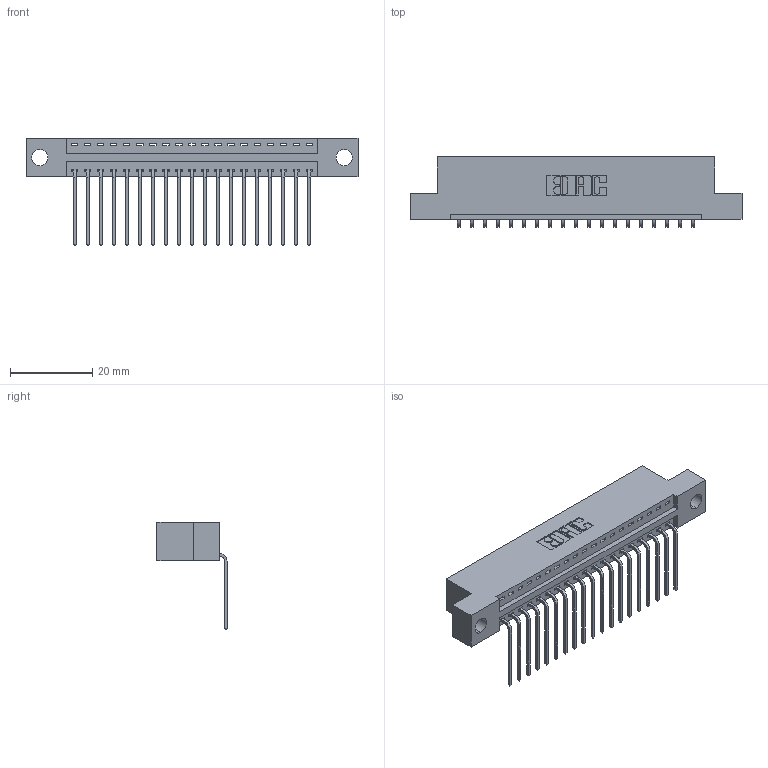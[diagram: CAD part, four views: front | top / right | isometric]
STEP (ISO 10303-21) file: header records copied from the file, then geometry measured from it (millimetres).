
FILE_DESCRIPTION (( 'STEP AP203' ), '1' );
FILE_NAME ('346-019-559-104.STEP', '2022-05-05T15:54:58', ( '' ), ( '' ), 'SwSTEP 2.0', 'SolidWorks 2020', '' );
FILE_SCHEMA (( 'CONFIG_CONTROL_DESIGN' ));
Length unit declared in the file: inch
Products named in the file (3): 346 Part_Flush Mounting Lugs - 0.156 Dia-TH; 345-292-001_558 559 Tail - 1; 346-019-559-104
Assembly tree (20 placements, depth 2):
  346-019-559-104
    346 Part_Flush Mounting Lugs - 0.156 Dia-TH
    345-292-001_558 559 Tail - 1  x19
Bounding box: 80.9 x 17.08 x 26.16 mm (x, y, z)
Volume: 7542.7 mm3; surface area: 9394.1 mm2
Topology: 20 solids, 20 shells, 1276 faces, 3823 edges, 2522 vertices
Faces by surface type: plane 888, cylinder 388
Entity records: 15391 total; most frequent: CARTESIAN_POINT 2655, ORIENTED_EDGE 2606, DIRECTION 2369, EDGE_CURVE 1303, LINE 1095, VECTOR 1095, VERTEX_POINT 866, AXIS2_PLACEMENT_3D 637
